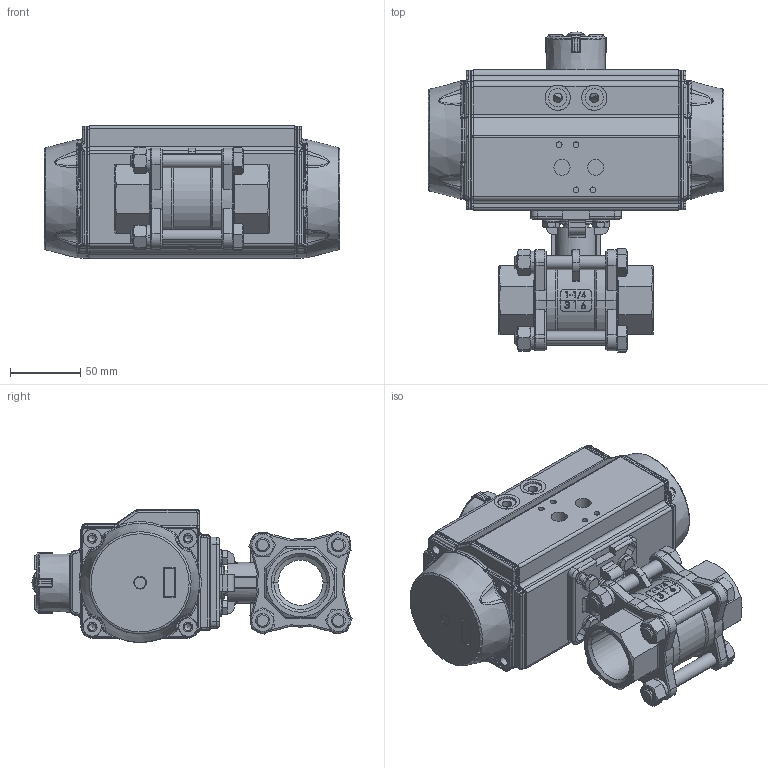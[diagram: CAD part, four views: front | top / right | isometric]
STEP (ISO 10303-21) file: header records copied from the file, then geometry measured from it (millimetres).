
FILE_DESCRIPTION(/* description */ ('Unknown'),/* implementation_level */ '2;1');
FILE_NAME(/* name */ 'PE03 9336-07',/* time_stamp */ '2025-01-20T13:09:18+01:00',/* author */ ('Unknown'),/* organization */ ('Unknown'),/* preprocessor_version */ 'ST-DEVELOPER v19.4',/* originating_system */ 'Solid Edge',/* authorisation */ 'Unknown');
FILE_SCHEMA (('AUTOMOTIVE_DESIGN {1 0 10303 214 3 1 1}'));
Products named in the file (23): PE039336-07; 9336-07_oa_0; 弹簧垫圈B_GB_FASTENER_WASHER_SW 10; 蹟邡; 概裝蹟譫; 碟型垫圈; 滅侂え; 蹟譫B_GB_FASTENER_NUT_SNC1 M10-N; 概裔; 概极; 概裝; DIN126-M6; DIN 933 M6x18 A2-70 BLK_EDST; PD04_PE03; vt75-2016-06-25; VTE75埴詰; vt75-2016-06-25  酘傷裔; huosai75; Welle; Optische Anzeige; ______; ________(___________; cup head nib bolts with large head gb_GB_FASTENER_BOLT_CHNBW M6X25-N
Assembly tree (43 placements, depth 4):
  PE039336-07
    9336-07_oa_0
      弹簧垫圈B_GB_FASTENER_WASHER_SW 10  x4
      蹟邡  x4
      概裝蹟譫
      碟型垫圈  x2
      滅侂え
      蹟譫B_GB_FASTENER_NUT_SNC1 M10-N  x4
      概裔  x2
      概极
      概裝
    DIN126-M6  x4
    DIN 933 M6x18 A2-70 BLK_EDST  x4
    PD04_PE03
      vt75-2016-06-25
      VTE75埴詰
      vt75-2016-06-25  酘傷裔
      huosai75  x2
      Welle
      Optische Anzeige
        ______
        ________(___________  x4
        cup head nib bolts with large head gb_GB_FASTENER_BOLT_CHNBW M6X25-N
Bounding box: 210 x 227.4 x 94.39 mm (x, y, z)
Volume: 1089820.7 mm3; surface area: 354719.1 mm2
Topology: 40 solids, 40 shells, 3630 faces, 8918 edges, 5459 vertices
Faces by surface type: plane 1156, cylinder 1020, bspline 673, torus 433, cone 307, sphere 41
Full cylindrical faces by diameter (mm): 3 x16, 3.3 x8, 4.134 x8, 4.66 x1, 4.917 x13, 5.5 x1, 6 x5, 6.2 x1, 6.6 x4, 6.647 x6, 10 x4, 11.445 x2, 12 x6, 13 x10, 16.2 x1, 16.4 x1, 18 x2, 18.7 x1, 20 x7, 21 x12, 23 x2, 28.2 x1, 28.4 x1, 31.5 x1, 32 x4, 38.5 x1, 67 x2, 69.4 x2, 72 x2, 74.4 x6
Entity records: 117672 total; most frequent: CARTESIAN_POINT 59622, ORIENTED_EDGE 12706, DIRECTION 10309, EDGE_CURVE 6353, VERTEX_POINT 4076, AXIS2_PLACEMENT_3D 3982, FACE_BOUND 3145, EDGE_LOOP 3129
